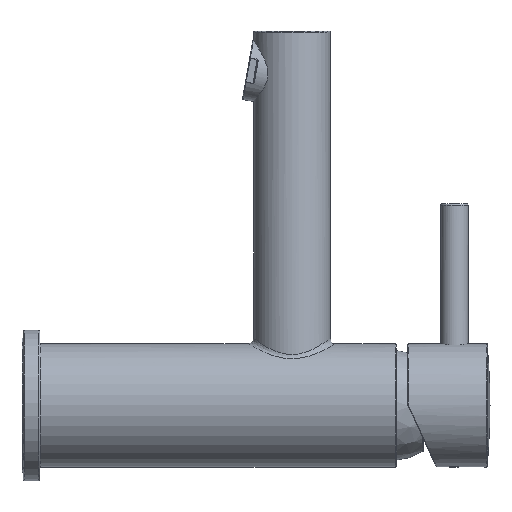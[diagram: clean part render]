
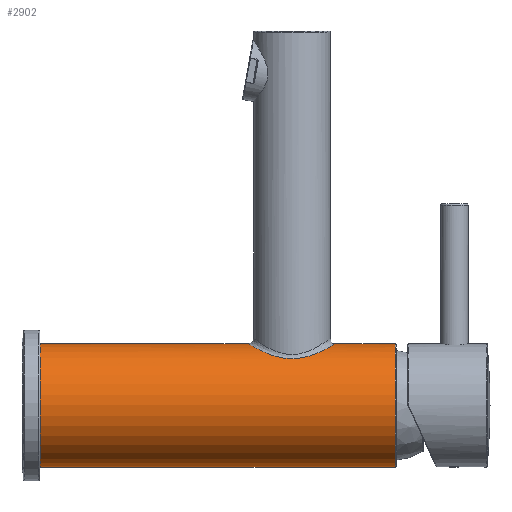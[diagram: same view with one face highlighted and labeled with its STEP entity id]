
A CAD part, left-side view. The second image highlights one B-rep face of the part: STEP entity #2902.
In plain terms, the highlighted cylindrical face has radius 22.5 mm (diameter 45 mm), a full revolution.
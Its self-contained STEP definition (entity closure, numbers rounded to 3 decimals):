
#158=FACE_BOUND('',#872,.T.);
#159=FACE_BOUND('',#873,.T.);
#477=CYLINDRICAL_SURFACE('',#3218,22.5);
#657=FACE_OUTER_BOUND('',#871,.T.);
#871=EDGE_LOOP('',(#2492));
#872=EDGE_LOOP('',(#2493));
#873=EDGE_LOOP('',(#2494));
#1025=CIRCLE('',#3215,22.5);
#1026=CIRCLE('',#3217,22.5);
#1108=B_SPLINE_CURVE_WITH_KNOTS('',3,(#7988,#7989,#7990,#7991,#7992,#7993,
#7994,#7995,#7996,#7997,#7998,#7999,#8000,#8001,#8002,#8003,#8004,#8005,
#8006,#8007,#8008,#8009,#8010,#8011),.UNSPECIFIED.,.T.,.F.,(4,1,1,1,1,1,
1,1,1,1,1,1,1,1,1,1,1,1,1,1,1,4),(0.,0.312,
0.624,1.247,1.871,2.183,2.494,
3.118,3.742,4.157,4.573,4.989,
5.405,5.924,6.236,6.86,7.172,
7.483,7.639,8.107,8.419,8.731),
 .UNSPECIFIED.);
#1343=VERTEX_POINT('',#7981);
#1344=VERTEX_POINT('',#7984);
#1345=VERTEX_POINT('',#7987);
#1727=EDGE_CURVE('',#1343,#1343,#1025,.T.);
#1728=EDGE_CURVE('',#1344,#1344,#1026,.T.);
#1729=EDGE_CURVE('',#1345,#1345,#1108,.T.);
#2492=ORIENTED_EDGE('',*,*,#1728,.F.);
#2493=ORIENTED_EDGE('',*,*,#1727,.F.);
#2494=ORIENTED_EDGE('',*,*,#1729,.F.);
#2902=ADVANCED_FACE('',(#657,#158,#159),#477,.T.);
#3215=AXIS2_PLACEMENT_3D('',#7982,#3969,#3970);
#3217=AXIS2_PLACEMENT_3D('',#7985,#3973,#3974);
#3218=AXIS2_PLACEMENT_3D('',#7986,#3975,#3976);
#3969=DIRECTION('center_axis',(0.,-1.,0.));
#3970=DIRECTION('ref_axis',(1.,0.,0.));
#3973=DIRECTION('center_axis',(0.,1.,0.));
#3974=DIRECTION('ref_axis',(1.,0.,0.));
#3975=DIRECTION('center_axis',(0.,-1.,0.));
#3976=DIRECTION('ref_axis',(1.,0.,0.));
#7981=CARTESIAN_POINT('',(-22.5,-37.75,0.));
#7982=CARTESIAN_POINT('Origin',(0.,-37.75,0.));
#7984=CARTESIAN_POINT('',(-22.5,91.75,0.));
#7985=CARTESIAN_POINT('Origin',(0.,91.75,0.));
#7986=CARTESIAN_POINT('Origin',(0.,92.,0.));
#7987=CARTESIAN_POINT('',(-14.694,0.,17.039));
#7988=CARTESIAN_POINT('Ctrl Pts',(-14.694,0.,
17.039));
#7989=CARTESIAN_POINT('Ctrl Pts',(-14.694,-1.23,17.039));
#7990=CARTESIAN_POINT('Ctrl Pts',(-14.428,-3.715,17.275));
#7991=CARTESIAN_POINT('Ctrl Pts',(-12.918,-8.223,18.48));
#7992=CARTESIAN_POINT('Ctrl Pts',(-9.567,-12.819,20.628));
#7993=CARTESIAN_POINT('Ctrl Pts',(-4.545,-15.565,22.239));
#7994=CARTESIAN_POINT('Ctrl Pts',(0.003,-16.145,
22.587));
#7995=CARTESIAN_POINT('Ctrl Pts',(4.555,-15.564,22.237));
#7996=CARTESIAN_POINT('Ctrl Pts',(9.565,-12.809,20.625));
#7997=CARTESIAN_POINT('Ctrl Pts',(13.143,-7.929,18.339));
#7998=CARTESIAN_POINT('Ctrl Pts',(14.753,-2.517,16.993));
#7999=CARTESIAN_POINT('Ctrl Pts',(14.747,2.543,16.995));
#8000=CARTESIAN_POINT('Ctrl Pts',(13.372,7.168,18.149));
#8001=CARTESIAN_POINT('Ctrl Pts',(10.733,11.339,19.893));
#8002=CARTESIAN_POINT('Ctrl Pts',(7.258,14.19,21.434));
#8003=CARTESIAN_POINT('Ctrl Pts',(2.335,16.139,22.579));
#8004=CARTESIAN_POINT('Ctrl Pts',(-2.367,16.133,22.577));
#8005=CARTESIAN_POINT('Ctrl Pts',(-6.583,14.451,21.586));
#8006=CARTESIAN_POINT('Ctrl Pts',(-8.865,12.853,20.715));
#8007=CARTESIAN_POINT('Ctrl Pts',(-11.243,10.513,19.552));
#8008=CARTESIAN_POINT('Ctrl Pts',(-13.121,7.645,18.322));
#8009=CARTESIAN_POINT('Ctrl Pts',(-14.429,3.693,17.272));
#8010=CARTESIAN_POINT('Ctrl Pts',(-14.694,1.231,17.039));
#8011=CARTESIAN_POINT('Ctrl Pts',(-14.694,0.,
17.039));
